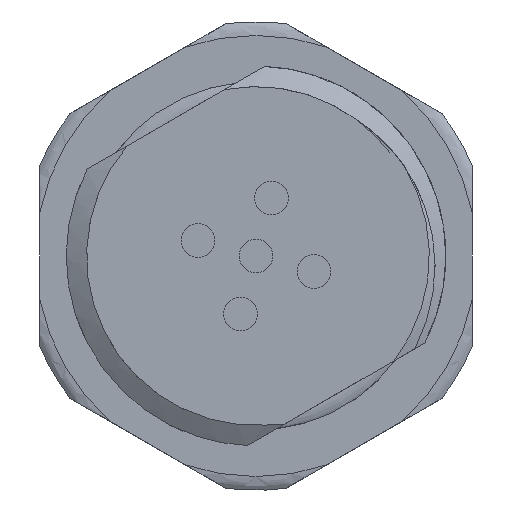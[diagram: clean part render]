
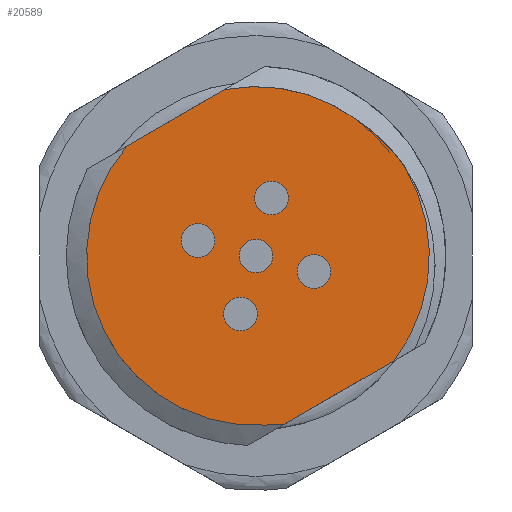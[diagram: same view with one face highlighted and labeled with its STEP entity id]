
A CAD part, front view. The second image highlights one B-rep face of the part: STEP entity #20589.
In plain terms, the highlighted planar face has unit normal (0, -1, 0).
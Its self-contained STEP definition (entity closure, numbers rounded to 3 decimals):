
#7914=CARTESIAN_POINT('',(1.18,-8.,-6.998));
#7915=CARTESIAN_POINT('',(1.091,-8.,-7.007));
#7916=CARTESIAN_POINT('',(0.915,-8.,-7.023));
#7917=CARTESIAN_POINT('',(0.65,-8.,-7.037));
#7918=CARTESIAN_POINT('',(0.473,-8.,-7.04));
#7919=CARTESIAN_POINT('',(0.385,-8.,-7.039));
#7932=CARTESIAN_POINT('',(0.,-8.,0.));
#7933=DIRECTION('',(0.,-1.,0.));
#7934=DIRECTION('',(-0.759,0.,0.651));
#7935=AXIS2_PLACEMENT_3D('',#7932,#7933,#7934);
#7966=DIRECTION('',(0.866,0.,0.5));
#7967=VECTOR('',#7966,4.682);
#7968=CARTESIAN_POINT('',(-5.352,-8.,4.589));
#7969=LINE('',#7968,#7967);
#7970=DIRECTION('',(-0.866,0.,-0.5));
#7971=VECTOR('',#7970,5.284);
#7972=CARTESIAN_POINT('',(5.755,-8.,-4.356));
#7973=LINE('',#7972,#7971);
#7974=CARTESIAN_POINT('',(2.415,-8.,-0.647));
#7975=DIRECTION('',(0.,-1.,0.));
#7976=DIRECTION('',(-0.5,0.,0.866));
#7977=AXIS2_PLACEMENT_3D('',#7974,#7975,#7976);
#7979=CARTESIAN_POINT('',(2.415,-8.,-0.647));
#7980=DIRECTION('',(0.,-1.,0.));
#7981=DIRECTION('',(0.5,0.,-0.866));
#7982=AXIS2_PLACEMENT_3D('',#7979,#7980,#7981);
#7984=CARTESIAN_POINT('',(-0.647,-8.,-2.415));
#7985=DIRECTION('',(0.,-1.,0.));
#7986=DIRECTION('',(-0.5,0.,0.866));
#7987=AXIS2_PLACEMENT_3D('',#7984,#7985,#7986);
#7989=CARTESIAN_POINT('',(-0.647,-8.,-2.415));
#7990=DIRECTION('',(0.,-1.,0.));
#7991=DIRECTION('',(0.5,0.,-0.866));
#7992=AXIS2_PLACEMENT_3D('',#7989,#7990,#7991);
#7994=CARTESIAN_POINT('',(-2.415,-8.,0.647));
#7995=DIRECTION('',(0.,-1.,0.));
#7996=DIRECTION('',(-0.5,0.,0.866));
#7997=AXIS2_PLACEMENT_3D('',#7994,#7995,#7996);
#7999=CARTESIAN_POINT('',(-2.415,-8.,0.647));
#8000=DIRECTION('',(0.,-1.,0.));
#8001=DIRECTION('',(0.5,0.,-0.866));
#8002=AXIS2_PLACEMENT_3D('',#7999,#8000,#8001);
#8004=CARTESIAN_POINT('',(0.647,-8.,2.415));
#8005=DIRECTION('',(0.,-1.,0.));
#8006=DIRECTION('',(-0.5,0.,0.866));
#8007=AXIS2_PLACEMENT_3D('',#8004,#8005,#8006);
#8009=CARTESIAN_POINT('',(0.647,-8.,2.415));
#8010=DIRECTION('',(0.,-1.,0.));
#8011=DIRECTION('',(0.5,0.,-0.866));
#8012=AXIS2_PLACEMENT_3D('',#8009,#8010,#8011);
#8014=CARTESIAN_POINT('',(0.,-8.,0.));
#8015=DIRECTION('',(0.,-1.,0.));
#8016=DIRECTION('',(-0.5,0.,0.866));
#8017=AXIS2_PLACEMENT_3D('',#8014,#8015,#8016);
#8019=CARTESIAN_POINT('',(0.,-8.,0.));
#8020=DIRECTION('',(0.,-1.,0.));
#8021=DIRECTION('',(0.5,0.,-0.866));
#8022=AXIS2_PLACEMENT_3D('',#8019,#8020,#8021);
#8085=CARTESIAN_POINT('',(0.,-8.,0.));
#8086=DIRECTION('',(0.,-1.,0.));
#8087=DIRECTION('',(0.585,0.,0.811));
#8088=AXIS2_PLACEMENT_3D('',#8085,#8086,#8087);
#8576=CARTESIAN_POINT('',(4.126,-8.,5.717));
#8577=CARTESIAN_POINT('',(4.288,-8.,5.613));
#8578=CARTESIAN_POINT('',(4.603,-8.,5.394));
#8579=CARTESIAN_POINT('',(5.051,-8.,5.026));
#8580=CARTESIAN_POINT('',(5.467,-8.,4.621));
#8581=CARTESIAN_POINT('',(5.851,-8.,4.182));
#8582=CARTESIAN_POINT('',(6.083,-8.,3.869));
#8583=CARTESIAN_POINT('',(6.193,-8.,3.708));
#8592=CARTESIAN_POINT('',(0.,-8.,0.));
#8593=DIRECTION('',(0.,1.,0.));
#8594=DIRECTION('',(0.858,0.,0.514));
#8595=AXIS2_PLACEMENT_3D('',#8592,#8593,#8594);
#9176=CARTESIAN_POINT('',(-5.352,-8.,4.589));
#9177=CARTESIAN_POINT('',(-1.298,-8.,6.93));
#9178=VERTEX_POINT('',#9176);
#9179=VERTEX_POINT('',#9177);
#9180=CARTESIAN_POINT('',(5.755,-8.,-4.356));
#9181=CARTESIAN_POINT('',(1.18,-8.,-6.998));
#9182=VERTEX_POINT('',#9180);
#9183=VERTEX_POINT('',#9181);
#9326=CARTESIAN_POINT('',(4.126,-8.,5.717));
#9327=VERTEX_POINT('',#9326);
#9328=CARTESIAN_POINT('',(6.193,-8.,3.708));
#9329=VERTEX_POINT('',#9328);
#9330=VERTEX_POINT('',#7919);
#10235=CARTESIAN_POINT('',(2.065,-8.,-0.041));
#10236=CARTESIAN_POINT('',(2.765,-8.,-1.253));
#10237=VERTEX_POINT('',#10235);
#10238=VERTEX_POINT('',#10236);
#10323=CARTESIAN_POINT('',(-0.997,-8.,-1.809));
#10324=CARTESIAN_POINT('',(-0.297,-8.,-3.021));
#10325=VERTEX_POINT('',#10323);
#10326=VERTEX_POINT('',#10324);
#10411=CARTESIAN_POINT('',(-2.765,-8.,1.253));
#10412=CARTESIAN_POINT('',(-2.065,-8.,0.041));
#10413=VERTEX_POINT('',#10411);
#10414=VERTEX_POINT('',#10412);
#10499=CARTESIAN_POINT('',(0.297,-8.,3.021));
#10500=CARTESIAN_POINT('',(0.997,-8.,1.809));
#10501=VERTEX_POINT('',#10499);
#10502=VERTEX_POINT('',#10500);
#10587=CARTESIAN_POINT('',(-0.35,-8.,0.606));
#10588=CARTESIAN_POINT('',(0.35,-8.,-0.606));
#10589=VERTEX_POINT('',#10587);
#10590=VERTEX_POINT('',#10588);
#20542=CARTESIAN_POINT('',(0.,-8.,0.));
#20543=DIRECTION('',(0.,-1.,0.));
#20544=DIRECTION('',(0.866,0.,0.5));
#20545=AXIS2_PLACEMENT_3D('',#20542,#20543,#20544);
#20546=PLANE('',#20545);
#20547=ORIENTED_EDGE('',*,*,#19210,.T.);
#20549=ORIENTED_EDGE('',*,*,#20548,.F.);
#20551=ORIENTED_EDGE('',*,*,#20550,.T.);
#20553=ORIENTED_EDGE('',*,*,#20552,.T.);
#20554=ORIENTED_EDGE('',*,*,#19657,.T.);
#20555=ORIENTED_EDGE('',*,*,#20523,.T.);
#20556=ORIENTED_EDGE('',*,*,#20536,.F.);
#20557=EDGE_LOOP('',(#20547,#20549,#20551,#20553,#20554,#20555,#20556));
#20558=FACE_OUTER_BOUND('',#20557,.F.);
#20560=ORIENTED_EDGE('',*,*,#20559,.T.);
#20562=ORIENTED_EDGE('',*,*,#20561,.T.);
#20563=EDGE_LOOP('',(#20560,#20562));
#20564=FACE_BOUND('',#20563,.F.);
#20566=ORIENTED_EDGE('',*,*,#20565,.T.);
#20568=ORIENTED_EDGE('',*,*,#20567,.T.);
#20569=EDGE_LOOP('',(#20566,#20568));
#20570=FACE_BOUND('',#20569,.F.);
#20572=ORIENTED_EDGE('',*,*,#20571,.T.);
#20574=ORIENTED_EDGE('',*,*,#20573,.T.);
#20575=EDGE_LOOP('',(#20572,#20574));
#20576=FACE_BOUND('',#20575,.F.);
#20578=ORIENTED_EDGE('',*,*,#20577,.T.);
#20580=ORIENTED_EDGE('',*,*,#20579,.T.);
#20581=EDGE_LOOP('',(#20578,#20580));
#20582=FACE_BOUND('',#20581,.F.);
#20584=ORIENTED_EDGE('',*,*,#20583,.T.);
#20586=ORIENTED_EDGE('',*,*,#20585,.T.);
#20587=EDGE_LOOP('',(#20584,#20586));
#20588=FACE_BOUND('',#20587,.F.);
#7920=B_SPLINE_CURVE_WITH_KNOTS('',3,(#7914,#7915,#7916,#7917,#7918,#7919),
.UNSPECIFIED.,.F.,.F.,(4,1,1,4),(0.,0.333,0.667,1.),
.UNSPECIFIED.);
#7936=CIRCLE('',#7935,7.05);
#7978=CIRCLE('',#7977,0.7);
#7983=CIRCLE('',#7982,0.7);
#7988=CIRCLE('',#7987,0.7);
#7993=CIRCLE('',#7992,0.7);
#7998=CIRCLE('',#7997,0.7);
#8003=CIRCLE('',#8002,0.7);
#8008=CIRCLE('',#8007,0.7);
#8013=CIRCLE('',#8012,0.7);
#8018=CIRCLE('',#8017,0.7);
#8023=CIRCLE('',#8022,0.7);
#8089=CIRCLE('',#8088,7.05);
#8584=B_SPLINE_CURVE_WITH_KNOTS('',3,(#8576,#8577,#8578,#8579,#8580,#8581,#8582,
#8583),.UNSPECIFIED.,.F.,.F.,(4,1,1,1,1,4),(0.,0.2,0.4,0.6,0.8,1.),
.UNSPECIFIED.);
#8596=CIRCLE('',#8595,7.218);
#19210=EDGE_CURVE('',#9178,#9179,#7969,.T.);
#19657=EDGE_CURVE('',#9182,#9183,#7973,.T.);
#20523=EDGE_CURVE('',#9183,#9330,#7920,.T.);
#20536=EDGE_CURVE('',#9178,#9330,#7936,.T.);
#20548=EDGE_CURVE('',#9327,#9179,#8089,.T.);
#20550=EDGE_CURVE('',#9327,#9329,#8584,.T.);
#20552=EDGE_CURVE('',#9329,#9182,#8596,.T.);
#20559=EDGE_CURVE('',#10237,#10238,#7978,.T.);
#20561=EDGE_CURVE('',#10238,#10237,#7983,.T.);
#20565=EDGE_CURVE('',#10325,#10326,#7988,.T.);
#20567=EDGE_CURVE('',#10326,#10325,#7993,.T.);
#20571=EDGE_CURVE('',#10413,#10414,#7998,.T.);
#20573=EDGE_CURVE('',#10414,#10413,#8003,.T.);
#20577=EDGE_CURVE('',#10501,#10502,#8008,.T.);
#20579=EDGE_CURVE('',#10502,#10501,#8013,.T.);
#20583=EDGE_CURVE('',#10589,#10590,#8018,.T.);
#20585=EDGE_CURVE('',#10590,#10589,#8023,.T.);
#20589=ADVANCED_FACE('',(#20558,#20564,#20570,#20576,#20582,#20588),#20546,.T.);
